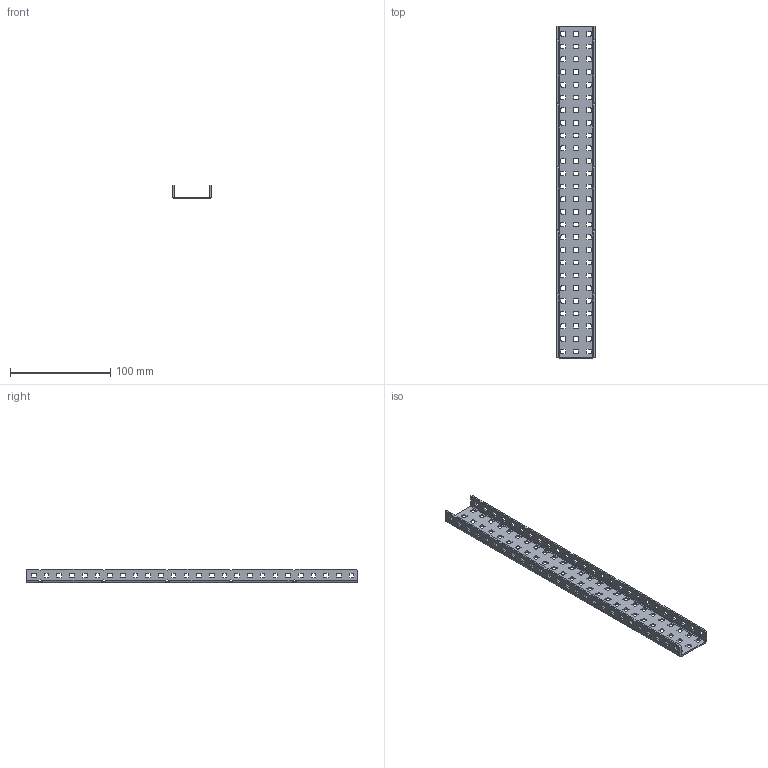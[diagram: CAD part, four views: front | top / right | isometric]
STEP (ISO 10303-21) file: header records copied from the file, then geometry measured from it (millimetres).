
FILE_DESCRIPTION(/* description */ ('STEP AP214'),/* implementation_level */ '2;1');
FILE_NAME(/* name */ 'Aluminum C-Channel 1x3x1x26.ipt.step',/* time_stamp */ '2020-04-16T23:00:25-04:00',/* author */ ('svradm'),/* organization */ (''),/* preprocessor_version */ 'ST-DEVELOPER v17',/* originating_system */ 'Autodesk Inventor 2019',/* authorisation */ '');
FILE_SCHEMA (('AUTOMOTIVE_DESIGN { 1 0 10303 214 3 1 1 }'));
Length unit declared in the file: inch
Products named in the file (1): Aluminum C-Channel 1x3x1x26
Bounding box: 38.1 x 331.68 x 13.87 mm (x, y, z)
Volume: 27950.6 mm3; surface area: 40051.2 mm2
Topology: 1 solids, 1 shells, 1190 faces, 3715 edges, 2513 vertices
Faces by surface type: plane 606, cylinder 544, bspline 40
Entity records: 42434 total; most frequent: CARTESIAN_POINT 8340, ORIENTED_EDGE 7152, DIRECTION 7112, EDGE_CURVE 3576, LINE 2448, VECTOR 2448, VERTEX_POINT 2368, AXIS2_PLACEMENT_3D 2332
